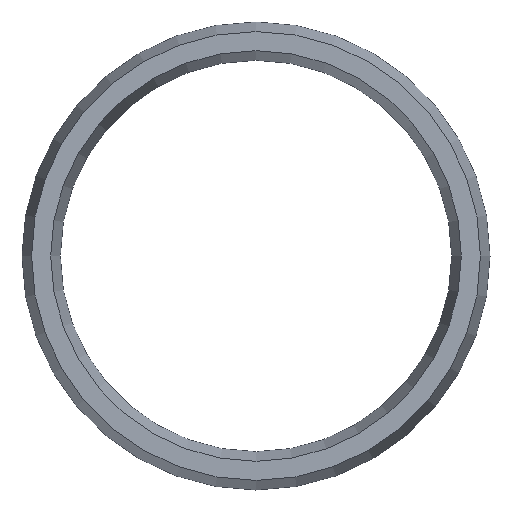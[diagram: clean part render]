
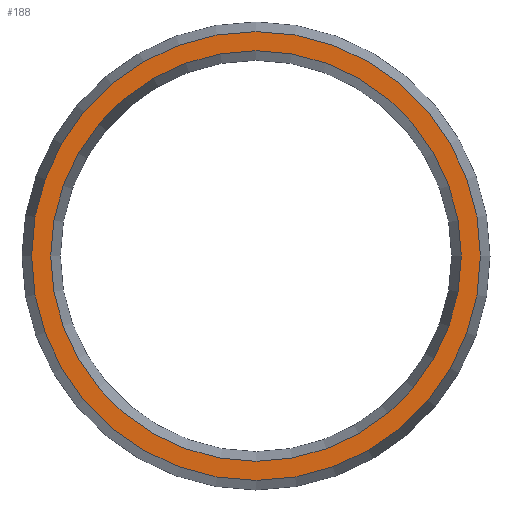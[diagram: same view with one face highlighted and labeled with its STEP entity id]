
A CAD part, left-side view. The second image highlights one B-rep face of the part: STEP entity #188.
In plain terms, the highlighted planar face has unit normal (-1, 0, 0).
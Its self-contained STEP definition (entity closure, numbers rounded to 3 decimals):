
#13 = DIRECTION ( 'NONE',  ( 0., 0., 1. ) ) ;
#16 = CARTESIAN_POINT ( 'NONE',  ( -12., 0., 0. ) ) ;
#18 = CARTESIAN_POINT ( 'NONE',  ( -12., 0., 0. ) ) ;
#32 = FACE_BOUND ( 'NONE', #58, .T. ) ;
#58 = EDGE_LOOP ( 'NONE', ( #136 ) ) ;
#62 = VERTEX_POINT ( 'NONE', #92 ) ;
#79 = AXIS2_PLACEMENT_3D ( 'NONE', #16, #145, #13 ) ;
#83 = AXIS2_PLACEMENT_3D ( 'NONE', #150, #137, #189 ) ;
#92 = CARTESIAN_POINT ( 'NONE',  ( -12., 0., 64.31 ) ) ;
#96 = DIRECTION ( 'NONE',  ( 0., 0., 1. ) ) ;
#102 = CIRCLE ( 'NONE', #79, 64.31 ) ;
#109 = DIRECTION ( 'NONE',  ( -1., 0., 0. ) ) ;
#113 = EDGE_LOOP ( 'NONE', ( #172 ) ) ;
#129 = EDGE_CURVE ( 'NONE', #62, #62, #102, .T. ) ;
#134 = FACE_OUTER_BOUND ( 'NONE', #113, .T. ) ;
#136 = ORIENTED_EDGE ( 'NONE', *, *, #129, .F. ) ;
#137 = DIRECTION ( 'NONE',  ( 1., 0., 0. ) ) ;
#145 = DIRECTION ( 'NONE',  ( -1., 0., 0. ) ) ;
#150 = CARTESIAN_POINT ( 'NONE',  ( -12., 70.31, 0. ) ) ;
#151 = CARTESIAN_POINT ( 'NONE',  ( -12., 0., 70.31 ) ) ;
#153 = VERTEX_POINT ( 'NONE', #151 ) ;
#162 = EDGE_CURVE ( 'NONE', #153, #153, #195, .T. ) ;
#168 = PLANE ( 'NONE',  #83 ) ;
#170 = AXIS2_PLACEMENT_3D ( 'NONE', #18, #109, #96 ) ;
#172 = ORIENTED_EDGE ( 'NONE', *, *, #162, .T. ) ;
#188 = ADVANCED_FACE ( 'NONE', ( #32, #134 ), #168, .F. ) ;
#189 = DIRECTION ( 'NONE',  ( 0., 0., -1. ) ) ;
#195 = CIRCLE ( 'NONE', #170, 70.31 ) ;
